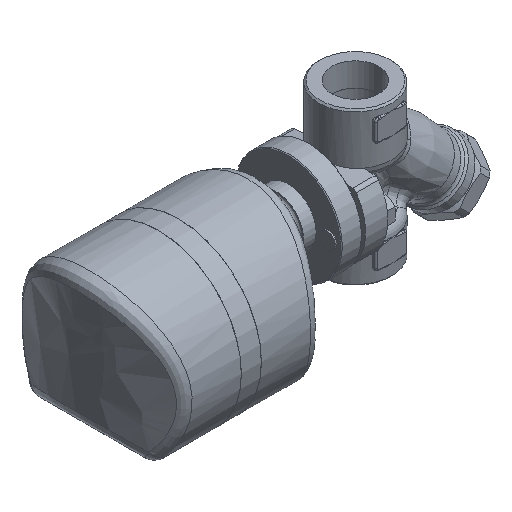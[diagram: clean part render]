
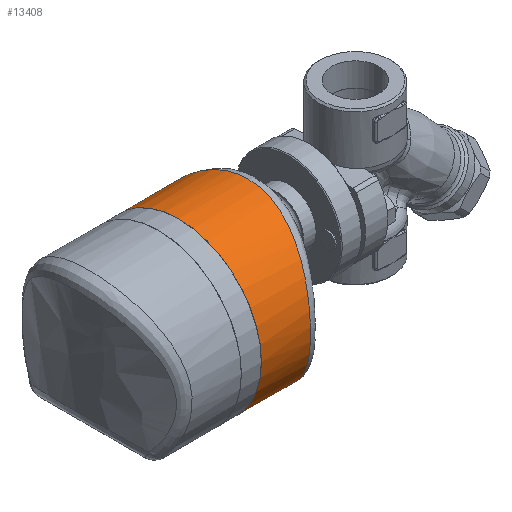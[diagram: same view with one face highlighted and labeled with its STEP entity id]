
A CAD part, isometric view. The second image highlights one B-rep face of the part: STEP entity #13408.
In plain terms, the highlighted cylindrical face has radius 52 mm (diameter 104 mm), a full revolution.
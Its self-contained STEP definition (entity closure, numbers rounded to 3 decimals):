
#12980=CARTESIAN_POINT('',(0.0,0.0,52.0));
#12981=VERTEX_POINT('',#12980);
#12982=CARTESIAN_POINT('',(0.,0.0,0.));
#12983=DIRECTION('',(-1.0,0.0,0.0));
#12984=DIRECTION('',(0.0,0.0,1.0));
#12985=AXIS2_PLACEMENT_3D('',#12982,#12983,#12984);
#12986=CIRCLE('',#12985,52.0);
#12987=EDGE_CURVE('',#12981,#12981,#12986,.T.);
#13306=CARTESIAN_POINT('',(25.5,0.0,0.));
#13307=DIRECTION('',(-1.0,0.0,0.));
#13308=DIRECTION('',(0.0,0.0,1.0));
#13309=AXIS2_PLACEMENT_3D('',#13306,#13307,#13308);
#13310=CYLINDRICAL_SURFACE('',#13309,52.0);
#13311=CARTESIAN_POINT('',(36.446,-39.495,-33.826));
#13312=VERTEX_POINT('',#13311);
#13313=CARTESIAN_POINT('',(36.446,39.495,-33.826));
#13314=VERTEX_POINT('',#13313);
#13315=CARTESIAN_POINT('',(65.393,0.0,0.));
#13316=DIRECTION('',(0.76,0.,-0.65));
#13317=DIRECTION('',(-0.65,0.0,-0.76));
#13318=AXIS2_PLACEMENT_3D('',#13315,#13316,#13317);
#13319=ELLIPSE('',#13318,68.442,52.0);
#13320=EDGE_CURVE('',#13312,#13314,#13319,.T.);
#13321=ORIENTED_EDGE('',*,*,#13320,.F.);
#13322=CARTESIAN_POINT('',(30.833,52.,-0.019));
#13323=VERTEX_POINT('',#13322);
#13324=CARTESIAN_POINT('',(30.833,52.,-0.019));
#13325=CARTESIAN_POINT('',(30.833,52.,0.892));
#13326=CARTESIAN_POINT('',(30.85,51.969,2.105));
#13327=CARTESIAN_POINT('',(30.928,51.821,4.526));
#13328=CARTESIAN_POINT('',(31.143,51.412,8.426));
#13329=CARTESIAN_POINT('',(31.665,50.407,13.166));
#13330=CARTESIAN_POINT('',(32.401,48.926,17.736));
#13331=CARTESIAN_POINT('',(32.988,47.704,20.774));
#13332=CARTESIAN_POINT('',(33.455,46.696,22.904));
#13333=CARTESIAN_POINT('',(33.944,45.617,24.998));
#13334=CARTESIAN_POINT('',(34.953,43.33,29.009));
#13335=CARTESIAN_POINT('',(36.381,39.787,33.737));
#13336=CARTESIAN_POINT('',(37.666,36.085,37.49));
#13337=CARTESIAN_POINT('',(38.223,34.351,39.045));
#13338=CARTESIAN_POINT('',(38.592,33.17,40.057));
#13339=CARTESIAN_POINT('',(39.185,31.198,41.653));
#13340=CARTESIAN_POINT('',(39.843,28.785,43.349));
#13341=CARTESIAN_POINT('',(40.338,26.768,44.587));
#13342=CARTESIAN_POINT('',(40.579,25.744,45.183));
#13343=CARTESIAN_POINT('',(40.775,24.882,45.666));
#13344=CARTESIAN_POINT('',(41.08,23.484,46.407));
#13345=CARTESIAN_POINT('',(41.586,20.99,47.621));
#13346=CARTESIAN_POINT('',(42.094,18.053,48.811));
#13347=CARTESIAN_POINT('',(42.472,15.389,49.682));
#13348=CARTESIAN_POINT('',(42.667,13.845,50.128));
#13349=CARTESIAN_POINT('',(42.848,12.288,50.538));
#13350=CARTESIAN_POINT('',(43.125,9.534,51.163));
#13351=CARTESIAN_POINT('',(43.346,6.334,51.657));
#13352=CARTESIAN_POINT('',(43.466,3.123,51.925));
#13353=CARTESIAN_POINT('',(43.52,-0.107,52.044));
#13354=CARTESIAN_POINT('',(43.459,-4.165,51.909));
#13355=CARTESIAN_POINT('',(43.229,-8.173,51.398));
#13356=CARTESIAN_POINT('',(42.951,-11.321,50.772));
#13357=CARTESIAN_POINT('',(42.61,-14.444,49.999));
#13358=CARTESIAN_POINT('',(42.072,-18.271,48.764));
#13359=CARTESIAN_POINT('',(41.269,-22.686,46.872));
#13360=CARTESIAN_POINT('',(40.495,-26.164,44.986));
#13361=CARTESIAN_POINT('',(39.83,-28.807,43.313));
#13362=CARTESIAN_POINT('',(39.134,-31.378,41.518));
#13363=CARTESIAN_POINT('',(38.217,-34.435,39.059));
#13364=CARTESIAN_POINT('',(37.076,-37.819,35.793));
#13365=CARTESIAN_POINT('',(35.931,-40.886,32.242));
#13366=CARTESIAN_POINT('',(35.011,-43.153,29.087));
#13367=CARTESIAN_POINT('',(33.947,-45.635,25.09));
#13368=CARTESIAN_POINT('',(32.963,-47.773,20.829));
#13369=CARTESIAN_POINT('',(32.16,-49.415,16.328));
#13370=CARTESIAN_POINT('',(31.715,-50.3,13.258));
#13371=CARTESIAN_POINT('',(31.335,-51.043,10.153));
#13372=CARTESIAN_POINT('',(30.988,-51.709,6.173));
#13373=CARTESIAN_POINT('',(30.802,-52.058,1.326));
#13374=CARTESIAN_POINT('',(30.856,-51.957,-3.509));
#13375=CARTESIAN_POINT('',(31.123,-51.451,-7.927));
#13376=CARTESIAN_POINT('',(31.529,-50.667,-11.881));
#13377=CARTESIAN_POINT('',(32.006,-49.725,-15.351));
#13378=CARTESIAN_POINT('',(32.581,-48.556,-18.723));
#13379=CARTESIAN_POINT('',(33.467,-46.691,-23.106));
#13380=CARTESIAN_POINT('',(34.497,-44.391,-27.261));
#13381=CARTESIAN_POINT('',(35.462,-42.044,-30.639));
#13382=CARTESIAN_POINT('',(36.023,-40.615,-32.488));
#13383=CARTESIAN_POINT('',(36.305,-39.873,-33.383));
#13384=CARTESIAN_POINT('',(36.446,-39.495,-33.826));
#13385=B_SPLINE_CURVE_WITH_KNOTS('',3,(#13324,#13325,#13326,#13327,#13328,#13329,#13330,#13331,#13332,#13333,#13334,#13335,#13336,#13337,#13338,#13339,#13340,#13341,#13342,#13343,#13344,#13345,#13346,#13347,#13348,#13349,#13350,#13351,#13352,#13353,#13354,#13355,#13356,#13357,#13358,#13359,#13360,#13361,#13362,#13363,#13364,#13365,#13366,#13367,#13368,#13369,#13370,#13371,#13372,#13373,#13374,#13375,#13376,#13377,#13378,#13379,#13380,#13381,#13382,#13383,#13384),.UNSPECIFIED.,.F.,.U.,(4,1,1,1,1,1,1,1,1,1,1,1,1,1,1,1,1,1,1,1,1,1,1,1,1,1,1,1,1,1,1,1,1,1,1,1,1,1,1,1,1,1,1,1,1,1,1,1,1,1,1,1,1,1,1,1,1,1,4),(-42.553,-42.32,-42.242,-41.932,-41.311,-41.001,-40.69,-40.458,-40.38,-40.07,-39.242,-38.828,-38.673,-38.621,-38.414,-38.,-37.845,-37.794,-37.69,-37.587,-37.38,-36.966,-36.759,-36.655,-36.552,-36.345,-35.931,-35.724,-35.517,-35.104,-34.69,-34.483,-34.276,-33.862,-33.448,-33.034,-32.827,-32.62,-32.207,-31.793,-31.379,-30.965,-30.758,-30.137,-29.724,-29.517,-29.31,-28.896,-28.482,-28.068,-27.654,-27.344,-27.034,-26.723,-26.413,-25.792,-25.482,-25.326,-25.171),.UNSPECIFIED.);
#13386=EDGE_CURVE('',#13323,#13312,#13385,.T.);
#13387=ORIENTED_EDGE('',*,*,#13386,.F.);
#13388=CARTESIAN_POINT('',(36.446,39.495,-33.826));
#13389=CARTESIAN_POINT('',(35.613,41.726,-31.221));
#13390=CARTESIAN_POINT('',(34.577,44.214,-27.658));
#13391=CARTESIAN_POINT('',(33.482,46.64,-23.044));
#13392=CARTESIAN_POINT('',(32.971,47.736,-20.677));
#13393=CARTESIAN_POINT('',(32.503,48.714,-18.255));
#13394=CARTESIAN_POINT('',(31.937,49.864,-14.934));
#13395=CARTESIAN_POINT('',(31.363,50.993,-10.641));
#13396=CARTESIAN_POINT('',(31.004,51.678,-6.241));
#13397=CARTESIAN_POINT('',(30.858,51.953,-2.698));
#13398=CARTESIAN_POINT('',(30.833,52.,-0.912));
#13399=CARTESIAN_POINT('',(30.833,52.,-0.019));
#13400=B_SPLINE_CURVE_WITH_KNOTS('',3,(#13388,#13389,#13390,#13391,#13392,#13393,#13394,#13395,#13396,#13397,#13398,#13399),.UNSPECIFIED.,.F.,.U.,(4,1,1,1,1,1,1,1,1,4),(-17.381,-16.467,-16.239,-16.011,-15.782,-15.554,-15.097,-14.641,-14.413,-14.184),.UNSPECIFIED.);
#13401=EDGE_CURVE('',#13314,#13323,#13400,.T.);
#13402=ORIENTED_EDGE('',*,*,#13401,.F.);
#13403=EDGE_LOOP('',(#13321,#13387,#13402));
#13404=FACE_OUTER_BOUND('',#13403,.T.);
#13405=ORIENTED_EDGE('',*,*,#12987,.F.);
#13406=EDGE_LOOP('',(#13405));
#13407=FACE_BOUND('',#13406,.T.);
#13408=ADVANCED_FACE('',(#13404,#13407),#13310,.T.);
